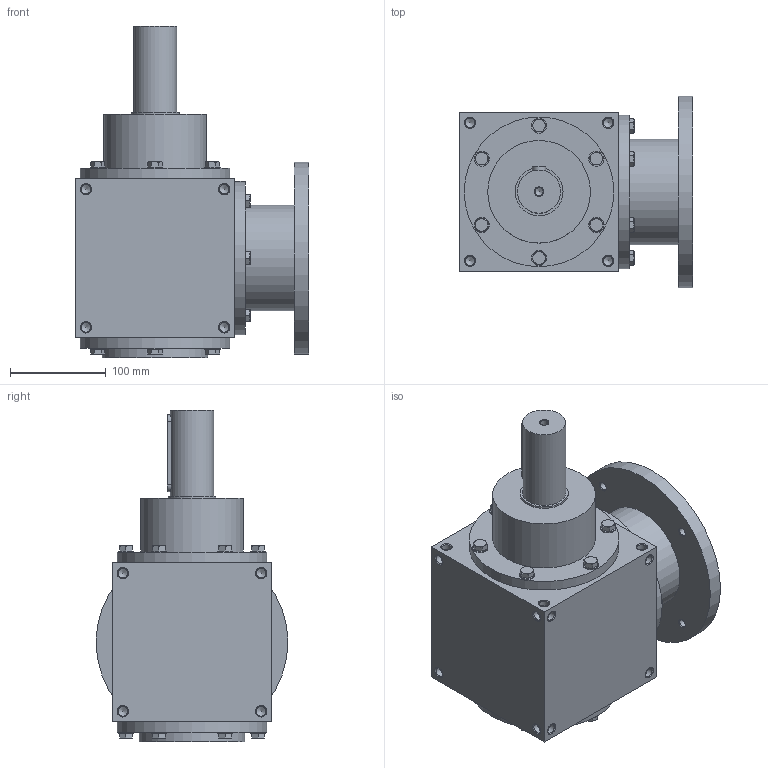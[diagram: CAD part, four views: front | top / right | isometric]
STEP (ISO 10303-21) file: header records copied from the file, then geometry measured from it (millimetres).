
FILE_DESCRIPTION( ( 'STEP AP214' ), '1' );
FILE_NAME( 'MRZ166_MS32_R.1_1.5_80_B5.stp', '2018-08-15T14:34:24', ( '' ), ( '' ), ' ', 'PARTsolutions', ' ' );
FILE_SCHEMA( ( 'AUTOMOTIVE_DESIGN { 1 0 10303 214 1 1 1 1 }' ) );
Length unit declared in the file: millimetre
Products named in the file (6): MRZ166_MS32_R.1/1.5_80/B5; _MRZ166320-case; _MRX166_5-flange; _166-fl_screw; _RC_RR166-screw; _RR166-shaft
Assembly tree (21 placements, depth 2):
  MRZ166_MS32_R.1/1.5_80/B5
    _MRZ166320-case
    _MRX166_5-flange
    _166-fl_screw  x6
    _RC_RR166-screw  x12
    _RR166-shaft
Bounding box: 243 x 200 x 346 mm (x, y, z)
Volume: 6798073.4 mm3; surface area: 390720.9 mm2
Topology: 21 solids, 21 shells, 429 faces, 1024 edges, 629 vertices
Faces by surface type: plane 183, cone 166, cylinder 80
Full cylindrical faces by diameter (mm): 8.376 x5, 10.106 x48, 16 x12, 40 x1, 45 x1, 50 x2, 107 x1, 110 x2, 130 x1, 156 x2, 160 x1, 200 x1
Entity records: 6620 total; most frequent: CARTESIAN_POINT 1006, DIRECTION 922, ORIENTED_EDGE 618, AXIS2_PLACEMENT_3D 434, EDGE_LOOP 328, EDGE_CURVE 309, VERTEX_POINT 266, FACE_OUTER_BOUND 249
